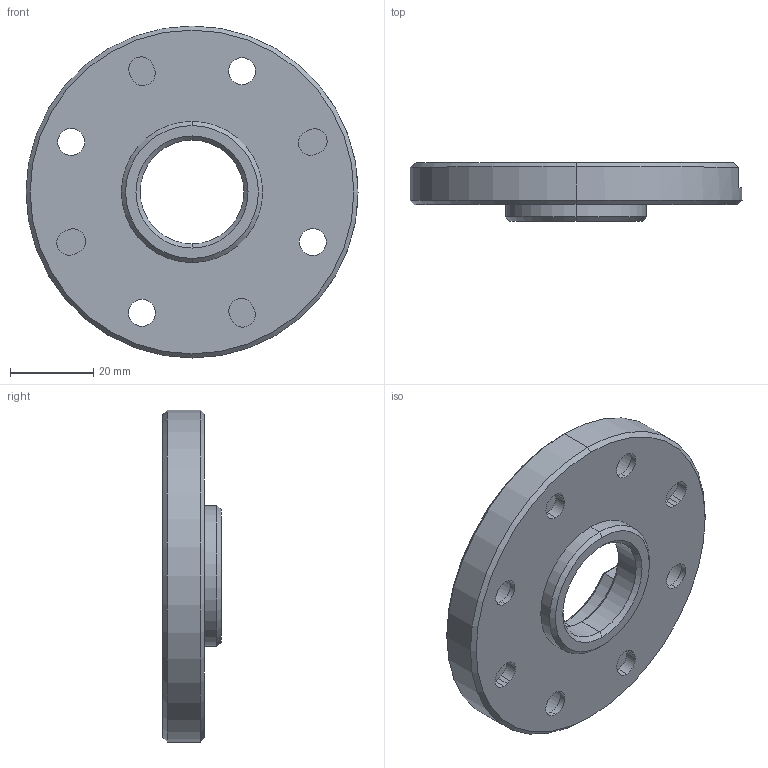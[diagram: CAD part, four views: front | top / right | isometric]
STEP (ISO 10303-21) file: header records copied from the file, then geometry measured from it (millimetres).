
FILE_DESCRIPTION (( 'STEP AP214' ), '1' );
FILE_NAME ('101690.step', '2019-02-25T11:15:35', ( '' ), ( '' ), 'SwSTEP 2.0', 'SolidWorks 2018', '' );
FILE_SCHEMA (( 'AUTOMOTIVE_DESIGN' ));
Length unit declared in the file: millimetre
Products named in the file (1): 101690
Bounding box: 80 x 14 x 80 mm (x, y, z)
Volume: 38158.1 mm3; surface area: 14515.1 mm2
Topology: 1 solids, 1 shells, 122 faces, 297 edges, 181 vertices
Faces by surface type: cylinder 47, plane 41, cone 34
Entity records: 3651 total; most frequent: DIRECTION 649, CARTESIAN_POINT 609, ORIENTED_EDGE 574, EDGE_CURVE 287, AXIS2_PLACEMENT_3D 245, VERTEX_POINT 181, LINE 159, VECTOR 159
